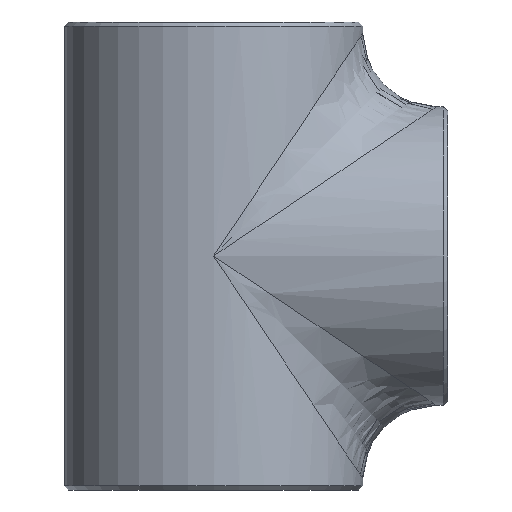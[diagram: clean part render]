
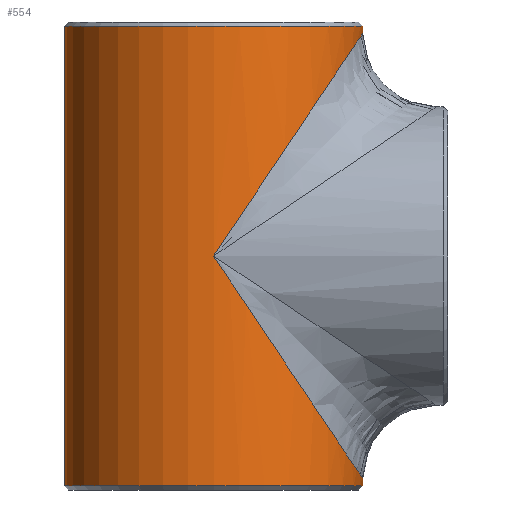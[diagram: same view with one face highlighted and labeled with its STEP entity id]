
A CAD part, front view. The second image highlights one B-rep face of the part: STEP entity #554.
In plain terms, the highlighted cylindrical face has radius 161.95 mm (diameter 323.9 mm), a partial arc.
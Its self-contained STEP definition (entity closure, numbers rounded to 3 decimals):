
#10 = VECTOR ( 'NONE', #625, 1000. ) ;
#19 = DIRECTION ( 'NONE',  ( 0., 0., 1. ) ) ;
#49 = DIRECTION ( 'NONE',  ( -1., 0., 0. ) ) ;
#64 = CARTESIAN_POINT ( 'NONE',  ( 0., -161.95, 0. ) ) ;
#80 =( BOUNDED_CURVE ( )  B_SPLINE_CURVE ( 3, ( #64, #1025, #1520, #1543 ),
 .UNSPECIFIED., .F., .T. ) 
 B_SPLINE_CURVE_WITH_KNOTS ( ( 4, 4 ),
 ( 1.571, 3.142 ),
 .UNSPECIFIED. ) 
 CURVE ( )  GEOMETRIC_REPRESENTATION_ITEM ( )  RATIONAL_B_SPLINE_CURVE ( ( 1., 0.805, 0.805, 1. ) ) 
 REPRESENTATION_ITEM ( '' )  );
#120 = VECTOR ( 'NONE', #1361, 1000. ) ;
#122 = CARTESIAN_POINT ( 'NONE',  ( 161.95, 0., 254. ) ) ;
#126 = EDGE_CURVE ( 'NONE', #441, #1042, #1136, .T. ) ;
#127 = VERTEX_POINT ( 'NONE', #381 ) ;
#141 = CARTESIAN_POINT ( 'NONE',  ( 161.95, 0., 254. ) ) ;
#147 = AXIS2_PLACEMENT_3D ( 'NONE', #679, #660, #1416 ) ;
#155 = EDGE_CURVE ( 'NONE', #728, #1318, #268, .T. ) ;
#206 = VECTOR ( 'NONE', #1451, 1000. ) ;
#268 = LINE ( 'NONE', #141, #10 ) ;
#320 = CARTESIAN_POINT ( 'NONE',  ( 161.95, 0., -241.95 ) ) ;
#329 = AXIS2_PLACEMENT_3D ( 'NONE', #1369, #754, #49 ) ;
#373 = ORIENTED_EDGE ( 'NONE', *, *, #126, .T. ) ;
#381 = CARTESIAN_POINT ( 'NONE',  ( 0., -161.95, 0. ) ) ;
#440 = EDGE_CURVE ( 'NONE', #1193, #559, #1211, .T. ) ;
#441 = VERTEX_POINT ( 'NONE', #1094 ) ;
#460 = ORIENTED_EDGE ( 'NONE', *, *, #786, .T. ) ;
#468 =( BOUNDED_CURVE ( )  B_SPLINE_CURVE ( 3, ( #1523, #556, #1300, #1274 ),
 .UNSPECIFIED., .F., .F. ) 
 B_SPLINE_CURVE_WITH_KNOTS ( ( 4, 4 ),
 ( 3.142, 4.712 ),
 .UNSPECIFIED. ) 
 CURVE ( )  GEOMETRIC_REPRESENTATION_ITEM ( )  RATIONAL_B_SPLINE_CURVE ( ( 1., 0.805, 0.805, 1. ) ) 
 REPRESENTATION_ITEM ( '' )  );
#509 = DIRECTION ( 'NONE',  ( 1., 0., 0. ) ) ;
#532 = CARTESIAN_POINT ( 'NONE',  ( -161.95, 0., 254. ) ) ;
#554 = ADVANCED_FACE ( 'NONE', ( #1324 ), #1234, .T. ) ;
#556 = CARTESIAN_POINT ( 'NONE',  ( 161.95, -94.868, -241.95 ) ) ;
#559 = VERTEX_POINT ( 'NONE', #898 ) ;
#625 = DIRECTION ( 'NONE',  ( 0., 0., -1. ) ) ;
#660 = DIRECTION ( 'NONE',  ( 0., 0., -1. ) ) ;
#679 = CARTESIAN_POINT ( 'NONE',  ( 0., 0., 249.48 ) ) ;
#728 = VERTEX_POINT ( 'NONE', #320 ) ;
#754 = DIRECTION ( 'NONE',  ( 0., 0., -1. ) ) ;
#786 = EDGE_CURVE ( 'NONE', #728, #127, #468, .T. ) ;
#832 = CIRCLE ( 'NONE', #147, 161.95 ) ;
#884 = CARTESIAN_POINT ( 'NONE',  ( 161.95, 0., -249.48 ) ) ;
#898 = CARTESIAN_POINT ( 'NONE',  ( 161.95, 0., 241.95 ) ) ;
#968 = CARTESIAN_POINT ( 'NONE',  ( 161.95, 0., 249.48 ) ) ;
#987 = CIRCLE ( 'NONE', #1403, 161.95 ) ;
#1025 = CARTESIAN_POINT ( 'NONE',  ( 94.868, -161.95, 141.731 ) ) ;
#1042 = VERTEX_POINT ( 'NONE', #1048 ) ;
#1048 = CARTESIAN_POINT ( 'NONE',  ( -161.95, 0., -249.48 ) ) ;
#1056 = ORIENTED_EDGE ( 'NONE', *, *, #1168, .T. ) ;
#1084 = ORIENTED_EDGE ( 'NONE', *, *, #440, .F. ) ;
#1094 = CARTESIAN_POINT ( 'NONE',  ( -161.95, 0., 249.48 ) ) ;
#1117 = CARTESIAN_POINT ( 'NONE',  ( 0., 0., -249.48 ) ) ;
#1136 = LINE ( 'NONE', #532, #120 ) ;
#1168 = EDGE_CURVE ( 'NONE', #127, #559, #80, .T. ) ;
#1193 = VERTEX_POINT ( 'NONE', #968 ) ;
#1211 = LINE ( 'NONE', #122, #206 ) ;
#1234 = CYLINDRICAL_SURFACE ( 'NONE', #329, 161.95 ) ;
#1274 = CARTESIAN_POINT ( 'NONE',  ( 0., -161.95, 0. ) ) ;
#1300 = CARTESIAN_POINT ( 'NONE',  ( 94.868, -161.95, -141.731 ) ) ;
#1308 = EDGE_CURVE ( 'NONE', #1042, #1318, #987, .T. ) ;
#1318 = VERTEX_POINT ( 'NONE', #884 ) ;
#1324 = FACE_OUTER_BOUND ( 'NONE', #1420, .T. ) ;
#1353 = ORIENTED_EDGE ( 'NONE', *, *, #1413, .T. ) ;
#1361 = DIRECTION ( 'NONE',  ( 0., 0., -1. ) ) ;
#1369 = CARTESIAN_POINT ( 'NONE',  ( 0., 0., 254. ) ) ;
#1403 = AXIS2_PLACEMENT_3D ( 'NONE', #1117, #19, #509 ) ;
#1404 = ORIENTED_EDGE ( 'NONE', *, *, #155, .F. ) ;
#1413 = EDGE_CURVE ( 'NONE', #1193, #441, #832, .T. ) ;
#1416 = DIRECTION ( 'NONE',  ( 1., 0., 0. ) ) ;
#1420 = EDGE_LOOP ( 'NONE', ( #1084, #1353, #373, #1569, #1404, #460, #1056 ) ) ;
#1451 = DIRECTION ( 'NONE',  ( 0., 0., -1. ) ) ;
#1520 = CARTESIAN_POINT ( 'NONE',  ( 161.95, -94.868, 241.95 ) ) ;
#1523 = CARTESIAN_POINT ( 'NONE',  ( 161.95, 0., -241.95 ) ) ;
#1543 = CARTESIAN_POINT ( 'NONE',  ( 161.95, 0., 241.95 ) ) ;
#1569 = ORIENTED_EDGE ( 'NONE', *, *, #1308, .T. ) ;
